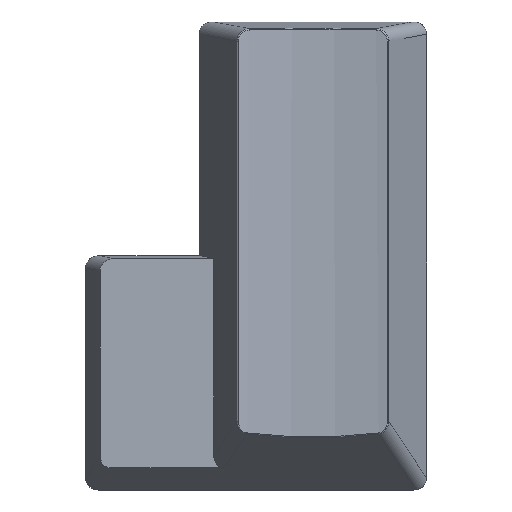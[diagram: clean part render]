
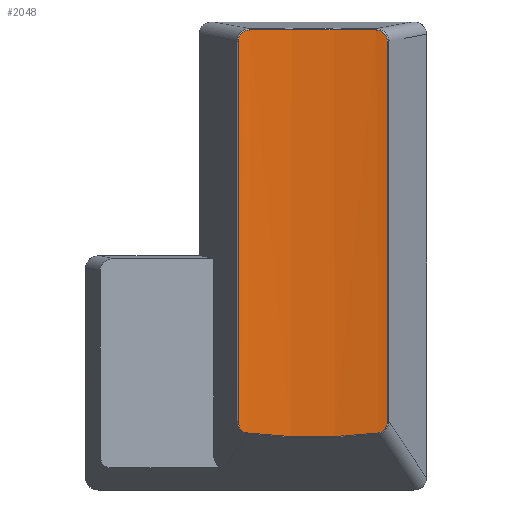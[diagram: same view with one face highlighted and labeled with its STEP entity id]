
A CAD part, top view. The second image highlights one B-rep face of the part: STEP entity #2048.
In plain terms, the highlighted cylindrical face has radius 29.991 mm (diameter 59.982 mm), a partial arc.
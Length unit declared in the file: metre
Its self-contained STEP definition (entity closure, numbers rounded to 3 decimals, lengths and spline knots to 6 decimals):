
#111=ELLIPSE('',#2210,0.036652,0.029991);
#112=ELLIPSE('',#2211,0.030106,0.029991);
#133=B_SPLINE_CURVE_WITH_KNOTS('',3,(#3163,#3164,#3165,#3166,#3167),
 .UNSPECIFIED.,.F.,.F.,(4,1,4),(0.,0.000636,0.001271),
 .UNSPECIFIED.);
#134=B_SPLINE_CURVE_WITH_KNOTS('',3,(#3172,#3173,#3174,#3175,#3176),
 .UNSPECIFIED.,.F.,.F.,(4,1,4),(0.,0.000631,0.001262),
 .UNSPECIFIED.);
#135=B_SPLINE_CURVE_WITH_KNOTS('',3,(#3180,#3181,#3182,#3183,#3184),
 .UNSPECIFIED.,.F.,.F.,(4,1,4),(0.,0.000701,0.001401),
 .UNSPECIFIED.);
#136=B_SPLINE_CURVE_WITH_KNOTS('',3,(#3188,#3189,#3190,#3191,#3192),
 .UNSPECIFIED.,.F.,.F.,(4,1,4),(0.,0.000698,0.001397),
 .UNSPECIFIED.);
#202=LINE('',#3178,#421);
#203=LINE('',#3194,#422);
#421=VECTOR('',#2488,1.);
#422=VECTOR('',#2491,1.);
#689=ORIENTED_EDGE('',*,*,#1309,.T.);
#690=ORIENTED_EDGE('',*,*,#1310,.T.);
#691=ORIENTED_EDGE('',*,*,#1311,.T.);
#692=ORIENTED_EDGE('',*,*,#1312,.T.);
#693=ORIENTED_EDGE('',*,*,#1313,.T.);
#694=ORIENTED_EDGE('',*,*,#1314,.T.);
#695=ORIENTED_EDGE('',*,*,#1315,.T.);
#696=ORIENTED_EDGE('',*,*,#1316,.T.);
#1309=EDGE_CURVE('',#1616,#1617,#133,.T.);
#1310=EDGE_CURVE('',#1617,#1618,#111,.T.);
#1311=EDGE_CURVE('',#1618,#1619,#134,.T.);
#1312=EDGE_CURVE('',#1619,#1620,#202,.F.);
#1313=EDGE_CURVE('',#1620,#1621,#135,.T.);
#1314=EDGE_CURVE('',#1621,#1622,#112,.T.);
#1315=EDGE_CURVE('',#1622,#1623,#136,.T.);
#1316=EDGE_CURVE('',#1623,#1616,#203,.T.);
#1616=VERTEX_POINT('',#3168);
#1617=VERTEX_POINT('',#3169);
#1618=VERTEX_POINT('',#3171);
#1619=VERTEX_POINT('',#3177);
#1620=VERTEX_POINT('',#3179);
#1621=VERTEX_POINT('',#3185);
#1622=VERTEX_POINT('',#3187);
#1623=VERTEX_POINT('',#3193);
#1784=EDGE_LOOP('',(#689,#690,#691,#692,#693,#694,#695,#696));
#1905=FACE_BOUND('',#1784,.T.);
#2015=CYLINDRICAL_SURFACE('',#2209,0.029991);
#2048=ADVANCED_FACE('',(#1905),#2015,.F.);
#2209=AXIS2_PLACEMENT_3D('',#3162,#2484,#2485);
#2210=AXIS2_PLACEMENT_3D('',#3170,#2486,#2487);
#2211=AXIS2_PLACEMENT_3D('',#3186,#2489,#2490);
#2484=DIRECTION('',(0.,-1.,0.));
#2485=DIRECTION('',(0.,0.,-1.));
#2486=DIRECTION('',(0.,-0.818,0.575));
#2487=DIRECTION('',(0.,-0.575,-0.818));
#2488=DIRECTION('',(0.,-1.,0.));
#2489=DIRECTION('',(0.,0.996,0.087));
#2490=DIRECTION('',(0.,-0.087,0.996));
#2491=DIRECTION('',(0.,-1.,0.));
#3162=CARTESIAN_POINT('',(0.,-0.092754,0.036891));
#3163=CARTESIAN_POINT('',(-0.005892,-0.105855,0.007484));
#3164=CARTESIAN_POINT('',(-0.005892,-0.106068,0.007484));
#3165=CARTESIAN_POINT('',(-0.005785,-0.1065,0.007462));
#3166=CARTESIAN_POINT('',(-0.005411,-0.106752,0.007391));
#3167=CARTESIAN_POINT('',(-0.005203,-0.106778,0.007355));
#3168=CARTESIAN_POINT('',(-0.005892,-0.105855,0.007484));
#3169=CARTESIAN_POINT('',(-0.005203,-0.106778,0.007355));
#3170=CARTESIAN_POINT('',(0.,-0.086028,0.036891));
#3171=CARTESIAN_POINT('',(0.005203,-0.106778,0.007355));
#3172=CARTESIAN_POINT('',(0.005203,-0.106778,0.007355));
#3173=CARTESIAN_POINT('',(0.005412,-0.106752,0.007392));
#3174=CARTESIAN_POINT('',(0.005785,-0.106499,0.007462));
#3175=CARTESIAN_POINT('',(0.005892,-0.106068,0.007484));
#3176=CARTESIAN_POINT('',(0.005892,-0.105855,0.007484));
#3177=CARTESIAN_POINT('',(0.005892,-0.105855,0.007484));
#3178=CARTESIAN_POINT('',(0.005892,-0.092754,0.007484));
#3179=CARTESIAN_POINT('',(0.005892,-0.07576,0.007484));
#3180=CARTESIAN_POINT('',(0.005892,-0.07576,0.007484));
#3181=CARTESIAN_POINT('',(0.005892,-0.075526,0.007484));
#3182=CARTESIAN_POINT('',(0.005698,-0.075066,0.007445));
#3183=CARTESIAN_POINT('',(0.005245,-0.074879,0.007361));
#3184=CARTESIAN_POINT('',(0.005014,-0.074876,0.007322));
#3185=CARTESIAN_POINT('',(0.005014,-0.074876,0.007322));
#3186=CARTESIAN_POINT('',(0.,-0.077471,0.036891));
#3187=CARTESIAN_POINT('',(-0.005014,-0.074876,0.007322));
#3188=CARTESIAN_POINT('',(-0.005014,-0.074876,0.007322));
#3189=CARTESIAN_POINT('',(-0.005245,-0.074879,0.007361));
#3190=CARTESIAN_POINT('',(-0.005699,-0.075067,0.007445));
#3191=CARTESIAN_POINT('',(-0.005892,-0.075526,0.007484));
#3192=CARTESIAN_POINT('',(-0.005892,-0.07576,0.007484));
#3193=CARTESIAN_POINT('',(-0.005892,-0.07576,0.007484));
#3194=CARTESIAN_POINT('',(-0.005892,-0.092754,0.007484));
